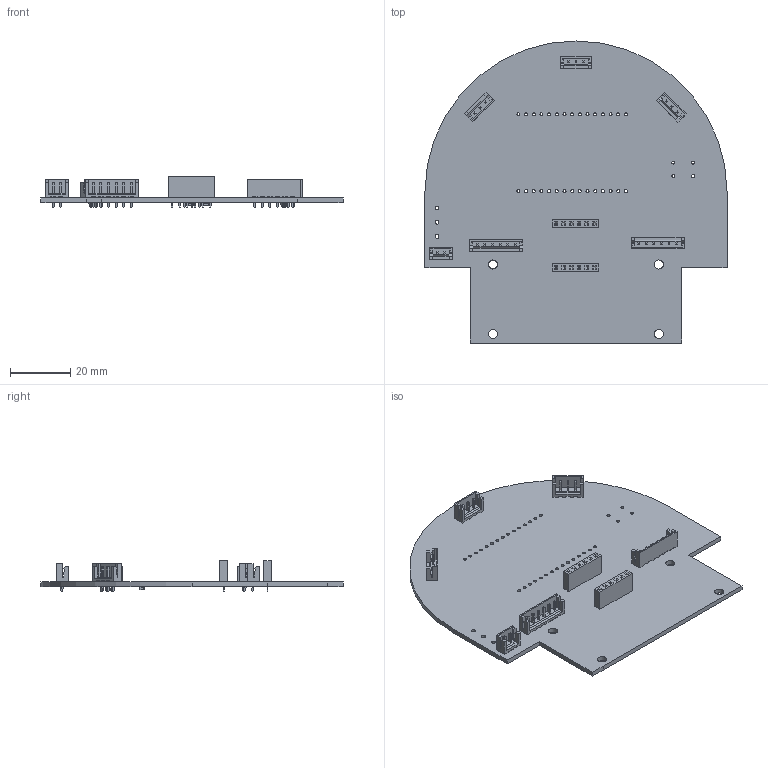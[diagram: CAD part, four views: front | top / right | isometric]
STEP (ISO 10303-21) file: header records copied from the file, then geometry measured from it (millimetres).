
FILE_DESCRIPTION(('KiCad electronic assembly'),'2;1');
FILE_NAME('lab_V3.step','2022-10-14T19:25:52',('Pcbnew'),('Kicad'), 'Open CASCADE STEP processor 7.6','KiCad to STEP converter','Unknown' );
FILE_SCHEMA(('AUTOMOTIVE_DESIGN { 1 0 10303 214 1 1 1 1 }'));
Length unit declared in the file: millimetre
Products named in the file (12): lab_V3 1; JST_EH_B3B-EH-A_1x03_P2.50mm_Vertical; SOLID; JST_EH_B6B-EH-A_1x06_P2.50mm_Vertical; PinSocket_1x06_P2.54mm_Vertical; JST_EH_B2B-EH-A_1x02_P2.50mm_Vertical; R_1206; COMPOUND; lab_V3 PCB
Assembly tree (16 placements, depth 3):
  lab_V3 1
    JST_EH_B3B-EH-A_1x03_P2.50mm_Vertical  x3
      SOLID
    JST_EH_B6B-EH-A_1x06_P2.50mm_Vertical  x2
      SOLID
    PinSocket_1x06_P2.54mm_Vertical  x2
      SOLID
    JST_EH_B2B-EH-A_1x02_P2.50mm_Vertical
      SOLID
    R_1206  x2
      COMPOUND
    lab_V3 PCB
Bounding box: 100 x 100 x 10.2 mm (x, y, z)
Volume: 14145.5 mm3; surface area: 20482.9 mm2
Topology: 11 solids, 11 shells, 1402 faces, 3610 edges, 2308 vertices
Faces by surface type: bspline 1314, cylinder 77, plane 11
Full cylindrical faces by diameter (mm): 0.95 x21, 1 x44, 1.016 x4, 1.27 x3, 3 x4
Entity records: 49923 total; most frequent: CARTESIAN_POINT 18883, B_SPLINE_CURVE_WITH_KNOTS 4894, ORIENTED_EDGE 3800, PCURVE 3800, DEFINITIONAL_REPRESENTATION 3800, EDGE_CURVE 1900, SURFACE_CURVE 1824, VERTEX_POINT 1224
